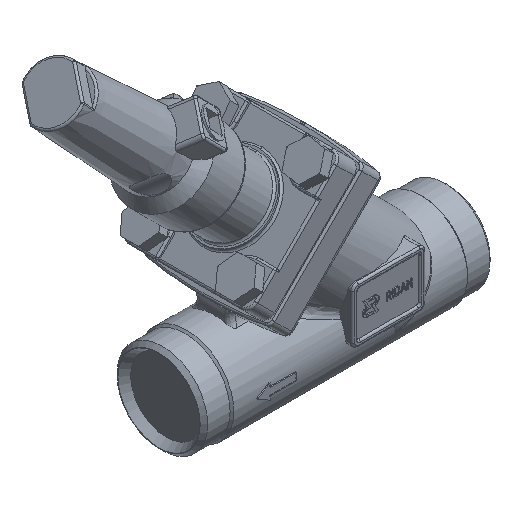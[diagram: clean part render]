
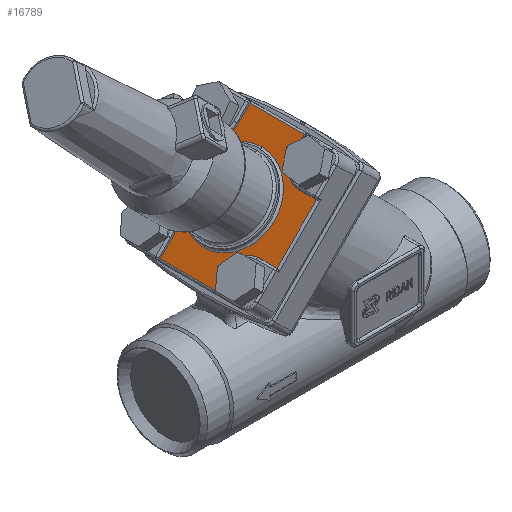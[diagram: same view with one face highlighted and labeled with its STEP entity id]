
A CAD part, isometric view. The second image highlights one B-rep face of the part: STEP entity #16789.
In plain terms, the highlighted planar face has unit normal (-0.707, 0, 0.707).
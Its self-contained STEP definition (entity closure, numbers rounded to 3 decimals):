
#16283=CARTESIAN_POINT('',(-13.705,-15.,98.288));
#16284=VERTEX_POINT('',#16283);
#16291=CARTESIAN_POINT('',(-20.069,-15.,91.924));
#16292=VERTEX_POINT('',#16291);
#16293=CARTESIAN_POINT('',(-20.069,-15.,91.924));
#16294=DIRECTION('',(0.707,-0.,0.707));
#16295=VECTOR('',#16294,9.);
#16296=LINE('',#16293,#16295);
#16297=EDGE_CURVE('',#16292,#16284,#16296,.T.);
#16313=CARTESIAN_POINT('',(-13.705,15.,98.288));
#16314=VERTEX_POINT('',#16313);
#16315=CARTESIAN_POINT('',(-20.069,15.,91.924));
#16316=VERTEX_POINT('',#16315);
#16317=CARTESIAN_POINT('',(-13.705,15.,98.288));
#16318=DIRECTION('',(-0.707,0.,-0.707));
#16319=VECTOR('',#16318,9.);
#16320=LINE('',#16317,#16319);
#16321=EDGE_CURVE('',#16314,#16316,#16320,.T.);
#16363=CARTESIAN_POINT('',(-27.14,25.,84.853));
#16364=VERTEX_POINT('',#16363);
#16371=CARTESIAN_POINT('',(-20.069,25.,91.924));
#16372=DIRECTION('',(0.707,0.,-0.707));
#16373=DIRECTION('',(-0.707,0.,-0.707));
#16374=AXIS2_PLACEMENT_3D('',#16371,#16372,#16373);
#16375=CIRCLE('',#16374,10.);
#16376=EDGE_CURVE('',#16316,#16364,#16375,.T.);
#16394=CARTESIAN_POINT('',(-27.14,34.,84.853));
#16395=VERTEX_POINT('',#16394);
#16402=CARTESIAN_POINT('',(-27.14,25.,84.853));
#16403=DIRECTION('',(0.,1.,0.));
#16404=VECTOR('',#16403,9.);
#16405=LINE('',#16402,#16404);
#16406=EDGE_CURVE('',#16364,#16395,#16405,.T.);
#16417=CARTESIAN_POINT('',(-48.353,34.,63.64));
#16418=VERTEX_POINT('',#16417);
#16419=CARTESIAN_POINT('',(-48.353,25.,63.64));
#16420=VERTEX_POINT('',#16419);
#16421=CARTESIAN_POINT('',(-48.353,34.,63.64));
#16422=DIRECTION('',(-0.,-1.,-0.));
#16423=VECTOR('',#16422,9.);
#16424=LINE('',#16421,#16423);
#16425=EDGE_CURVE('',#16418,#16420,#16424,.T.);
#16467=CARTESIAN_POINT('',(-55.424,15.,56.569));
#16468=VERTEX_POINT('',#16467);
#16475=CARTESIAN_POINT('',(-55.424,25.,56.569));
#16476=DIRECTION('',(0.707,0.,-0.707));
#16477=DIRECTION('',(-0.707,0.,-0.707));
#16478=AXIS2_PLACEMENT_3D('',#16475,#16476,#16477);
#16479=CIRCLE('',#16478,10.);
#16480=EDGE_CURVE('',#16420,#16468,#16479,.T.);
#16498=CARTESIAN_POINT('',(-61.788,15.,50.205));
#16499=VERTEX_POINT('',#16498);
#16506=CARTESIAN_POINT('',(-55.424,15.,56.569));
#16507=DIRECTION('',(-0.707,0.,-0.707));
#16508=VECTOR('',#16507,9.);
#16509=LINE('',#16506,#16508);
#16510=EDGE_CURVE('',#16468,#16499,#16509,.T.);
#16521=CARTESIAN_POINT('',(-61.788,-15.,50.205));
#16522=VERTEX_POINT('',#16521);
#16523=CARTESIAN_POINT('',(-55.424,-15.,56.569));
#16524=VERTEX_POINT('',#16523);
#16525=CARTESIAN_POINT('',(-61.788,-15.,50.205));
#16526=DIRECTION('',(0.707,-0.,0.707));
#16527=VECTOR('',#16526,9.);
#16528=LINE('',#16525,#16527);
#16529=EDGE_CURVE('',#16522,#16524,#16528,.T.);
#16571=CARTESIAN_POINT('',(-48.353,-25.,63.64));
#16572=VERTEX_POINT('',#16571);
#16579=CARTESIAN_POINT('',(-55.424,-25.,56.569));
#16580=DIRECTION('',(0.707,0.,-0.707));
#16581=DIRECTION('',(-0.707,0.,-0.707));
#16582=AXIS2_PLACEMENT_3D('',#16579,#16580,#16581);
#16583=CIRCLE('',#16582,10.);
#16584=EDGE_CURVE('',#16524,#16572,#16583,.T.);
#16602=CARTESIAN_POINT('',(-48.353,-34.,63.64));
#16603=VERTEX_POINT('',#16602);
#16610=CARTESIAN_POINT('',(-48.353,-25.,63.64));
#16611=DIRECTION('',(-0.,-1.,-0.));
#16612=VECTOR('',#16611,9.);
#16613=LINE('',#16610,#16612);
#16614=EDGE_CURVE('',#16572,#16603,#16613,.T.);
#16625=CARTESIAN_POINT('',(-27.14,-34.,84.853));
#16626=VERTEX_POINT('',#16625);
#16627=CARTESIAN_POINT('',(-27.14,-25.,84.853));
#16628=VERTEX_POINT('',#16627);
#16629=CARTESIAN_POINT('',(-27.14,-34.,84.853));
#16630=DIRECTION('',(0.,1.,0.));
#16631=VECTOR('',#16630,9.);
#16632=LINE('',#16629,#16631);
#16633=EDGE_CURVE('',#16626,#16628,#16632,.T.);
#16674=CARTESIAN_POINT('',(-20.069,-25.,91.924));
#16675=DIRECTION('',(0.707,0.,-0.707));
#16676=DIRECTION('',(-0.707,0.,-0.707));
#16677=AXIS2_PLACEMENT_3D('',#16674,#16675,#16676);
#16678=CIRCLE('',#16677,10.);
#16679=EDGE_CURVE('',#16628,#16292,#16678,.T.);
#16726=CARTESIAN_POINT('',(-37.746,0.,74.246));
#16727=DIRECTION('',(-0.707,-0.,0.707));
#16728=DIRECTION('',(-0.707,0.,-0.707));
#16729=AXIS2_PLACEMENT_3D('',#16726,#16727,#16728);
#16730=PLANE('',#16729);
#16731=CARTESIAN_POINT('',(-53.303,0.,58.69));
#16732=VERTEX_POINT('',#16731);
#16733=CARTESIAN_POINT('',(-22.19,0.,89.803));
#16734=VERTEX_POINT('',#16733);
#16735=CARTESIAN_POINT('',(-37.746,0.,74.246));
#16736=DIRECTION('',(0.707,0.,-0.707));
#16737=DIRECTION('',(0.707,-0.,0.707));
#16738=AXIS2_PLACEMENT_3D('',#16735,#16736,#16737);
#16739=CIRCLE('',#16738,22.);
#16740=EDGE_CURVE('',#16732,#16734,#16739,.T.);
#16741=ORIENTED_EDGE('',*,*,#16740,.T.);
#16742=CARTESIAN_POINT('',(-37.746,0.,74.246));
#16743=DIRECTION('',(0.707,0.,-0.707));
#16744=DIRECTION('',(0.707,-0.,0.707));
#16745=AXIS2_PLACEMENT_3D('',#16742,#16743,#16744);
#16746=CIRCLE('',#16745,22.);
#16747=EDGE_CURVE('',#16734,#16732,#16746,.T.);
#16748=ORIENTED_EDGE('',*,*,#16747,.T.);
#16749=EDGE_LOOP('',(#16741,#16748));
#16750=FACE_BOUND('',#16749,.T.);
#16751=ORIENTED_EDGE('',*,*,#16510,.T.);
#16752=CARTESIAN_POINT('',(-61.788,15.,50.205));
#16753=DIRECTION('',(-0.,-1.,-0.));
#16754=VECTOR('',#16753,30.);
#16755=LINE('',#16752,#16754);
#16756=EDGE_CURVE('',#16499,#16522,#16755,.T.);
#16757=ORIENTED_EDGE('',*,*,#16756,.T.);
#16758=ORIENTED_EDGE('',*,*,#16529,.T.);
#16759=ORIENTED_EDGE('',*,*,#16584,.T.);
#16760=ORIENTED_EDGE('',*,*,#16614,.T.);
#16761=CARTESIAN_POINT('',(-48.353,-34.,63.64));
#16762=DIRECTION('',(0.707,-0.,0.707));
#16763=VECTOR('',#16762,30.);
#16764=LINE('',#16761,#16763);
#16765=EDGE_CURVE('',#16603,#16626,#16764,.T.);
#16766=ORIENTED_EDGE('',*,*,#16765,.T.);
#16767=ORIENTED_EDGE('',*,*,#16633,.T.);
#16768=ORIENTED_EDGE('',*,*,#16679,.T.);
#16769=ORIENTED_EDGE('',*,*,#16297,.T.);
#16770=CARTESIAN_POINT('',(-13.705,-15.,98.288));
#16771=DIRECTION('',(0.,1.,0.));
#16772=VECTOR('',#16771,30.);
#16773=LINE('',#16770,#16772);
#16774=EDGE_CURVE('',#16284,#16314,#16773,.T.);
#16775=ORIENTED_EDGE('',*,*,#16774,.T.);
#16776=ORIENTED_EDGE('',*,*,#16321,.T.);
#16777=ORIENTED_EDGE('',*,*,#16376,.T.);
#16778=ORIENTED_EDGE('',*,*,#16406,.T.);
#16779=CARTESIAN_POINT('',(-27.14,34.,84.853));
#16780=DIRECTION('',(-0.707,0.,-0.707));
#16781=VECTOR('',#16780,30.);
#16782=LINE('',#16779,#16781);
#16783=EDGE_CURVE('',#16395,#16418,#16782,.T.);
#16784=ORIENTED_EDGE('',*,*,#16783,.T.);
#16785=ORIENTED_EDGE('',*,*,#16425,.T.);
#16786=ORIENTED_EDGE('',*,*,#16480,.T.);
#16787=EDGE_LOOP('',(#16751,#16757,#16758,#16759,#16760,#16766,#16767,#16768,#16769,#16775,#16776,#16777,#16778,#16784,#16785,#16786));
#16788=FACE_BOUND('',#16787,.T.);
#16789=ADVANCED_FACE('',(#16750,#16788),#16730,.T.);
